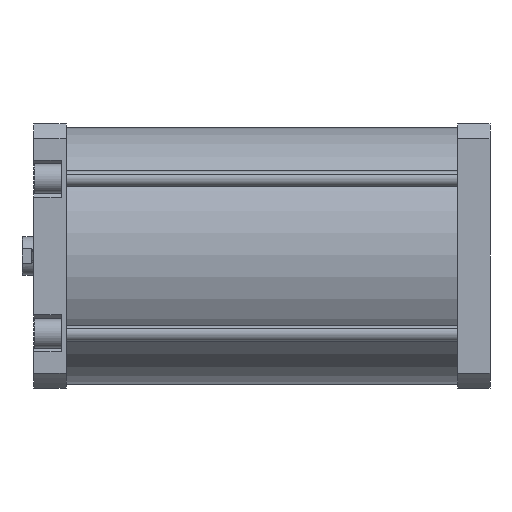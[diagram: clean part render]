
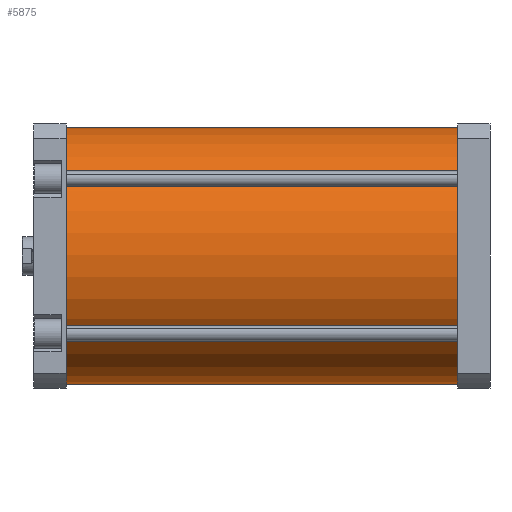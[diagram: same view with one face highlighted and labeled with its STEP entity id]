
A CAD part, front view. The second image highlights one B-rep face of the part: STEP entity #5875.
In plain terms, the highlighted cylindrical face has radius 131 mm (diameter 262 mm), a partial arc.
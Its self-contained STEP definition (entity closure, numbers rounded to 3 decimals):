
#529 = VERTEX_POINT ( 'NONE', #4115 ) ;
#537 = VERTEX_POINT ( 'NONE', #4314 ) ;
#2466 = CYLINDRICAL_SURFACE ( 'NONE', #5518, 131. ) ;
#2467 = FACE_OUTER_BOUND ( 'NONE', #5950, .T. ) ;
#2878 = DIRECTION ( 'NONE',  ( -1., 0., 0. ) ) ;
#2879 = DIRECTION ( 'NONE',  ( 0., 0., -1. ) ) ;
#2880 = CARTESIAN_POINT ( 'NONE',  ( 0., 0., 400. ) ) ;
#3987 = CARTESIAN_POINT ( 'NONE',  ( -131., 0., 0. ) ) ;
#4115 = CARTESIAN_POINT ( 'NONE',  ( 131., 0., 400. ) ) ;
#4119 = VERTEX_POINT ( 'NONE', #4139 ) ;
#4123 = VERTEX_POINT ( 'NONE', #3987 ) ;
#4139 = CARTESIAN_POINT ( 'NONE',  ( -131., 0., 400. ) ) ;
#4144 = DIRECTION ( 'NONE',  ( 0., 0., -1. ) ) ;
#4278 = CARTESIAN_POINT ( 'NONE',  ( 0., 0., 400. ) ) ;
#4279 = CARTESIAN_POINT ( 'NONE',  ( 131., 0., 400. ) ) ;
#4314 = CARTESIAN_POINT ( 'NONE',  ( 131., 0., 0. ) ) ;
#4373 = DIRECTION ( 'NONE',  ( 1., 0., 0. ) ) ;
#4374 = DIRECTION ( 'NONE',  ( 0., 0., 1. ) ) ;
#4514 = DIRECTION ( 'NONE',  ( 0., 0., -1. ) ) ;
#4519 = CARTESIAN_POINT ( 'NONE',  ( 0., 0., 0. ) ) ;
#4538 = CARTESIAN_POINT ( 'NONE',  ( -131., 0., 400. ) ) ;
#4540 = DIRECTION ( 'NONE',  ( 1., 0., 0. ) ) ;
#4543 = DIRECTION ( 'NONE',  ( 0., 0., 1. ) ) ;
#4689 = EDGE_CURVE ( 'NONE', #529, #4119, #7471, .T. ) ;
#4690 = EDGE_CURVE ( 'NONE', #529, #537, #7468, .T. ) ;
#4700 = EDGE_CURVE ( 'NONE', #537, #4123, #7465, .T. ) ;
#4705 = EDGE_CURVE ( 'NONE', #4119, #4123, #7223, .T. ) ;
#5248 = AXIS2_PLACEMENT_3D ( 'NONE', #4278, #4374, #4373 ) ;
#5250 = AXIS2_PLACEMENT_3D ( 'NONE', #4519, #4543, #4540 ) ;
#5518 = AXIS2_PLACEMENT_3D ( 'NONE', #2880, #2879, #2878 ) ;
#5875 = ADVANCED_FACE ( 'NONE', ( #2467 ), #2466, .T. ) ;
#5950 = EDGE_LOOP ( 'NONE', ( #7728, #7768, #7720, #7734 ) ) ;
#7223 = LINE ( 'NONE', #4538, #7342 ) ;
#7342 = VECTOR ( 'NONE', #4144, 1000. ) ;
#7465 = CIRCLE ( 'NONE', #5250, 131. ) ;
#7468 = LINE ( 'NONE', #4279, #7469 ) ;
#7469 = VECTOR ( 'NONE', #4514, 1000. ) ;
#7471 = CIRCLE ( 'NONE', #5248, 131. ) ;
#7720 = ORIENTED_EDGE ( 'NONE', *, *, #4700, .T. ) ;
#7728 = ORIENTED_EDGE ( 'NONE', *, *, #4689, .F. ) ;
#7734 = ORIENTED_EDGE ( 'NONE', *, *, #4705, .F. ) ;
#7768 = ORIENTED_EDGE ( 'NONE', *, *, #4690, .T. ) ;
